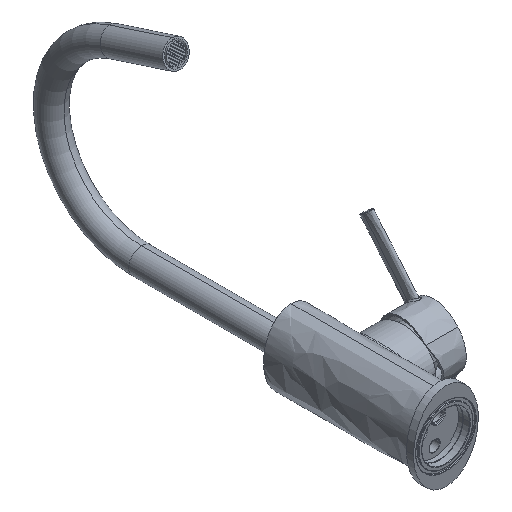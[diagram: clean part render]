
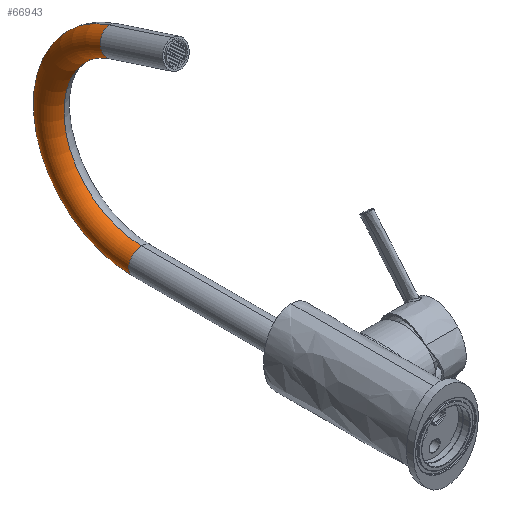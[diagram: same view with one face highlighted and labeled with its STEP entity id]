
A CAD part, isometric view. The second image highlights one B-rep face of the part: STEP entity #66943.
In plain terms, the highlighted toroidal (fillet/blend) face has major radius 64 mm and minor radius 9 mm.
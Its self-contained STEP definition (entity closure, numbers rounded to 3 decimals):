
#47149=CARTESIAN_POINT('',(0.,233.877,124.868));
#47150=DIRECTION('',(0.,-0.951,0.309));
#47151=DIRECTION('',(0.,0.309,0.951));
#47152=AXIS2_PLACEMENT_3D('',#47149,#47150,#47151);
#47177=CARTESIAN_POINT('',(0.,214.1,64.));
#47178=DIRECTION('',(1.,0.,0.));
#47179=DIRECTION('',(0.,0.,-1.));
#47180=AXIS2_PLACEMENT_3D('',#47177,#47178,#47179);
#56918=CARTESIAN_POINT('',(0.,214.1,0.));
#56919=DIRECTION('',(0.,1.,0.));
#56920=DIRECTION('',(0.,0.,-1.));
#56921=AXIS2_PLACEMENT_3D('',#56918,#56919,#56920);
#56923=CARTESIAN_POINT('',(0.,214.1,64.));
#56924=DIRECTION('',(1.,0.,0.));
#56925=DIRECTION('',(0.,0.,-1.));
#56926=AXIS2_PLACEMENT_3D('',#56923,#56924,#56925);
#57072=CARTESIAN_POINT('',(0.,214.1,9.));
#57073=CARTESIAN_POINT('',(0.,214.1,-9.));
#57074=VERTEX_POINT('',#57072);
#57075=VERTEX_POINT('',#57073);
#57080=CARTESIAN_POINT('',(0.,231.096,116.308));
#57081=CARTESIAN_POINT('',(0.,236.658,
133.427));
#57082=VERTEX_POINT('',#57080);
#57083=VERTEX_POINT('',#57081);
#66932=CARTESIAN_POINT('',(0.,214.1,64.));
#66933=DIRECTION('',(1.,0.,0.));
#66934=DIRECTION('',(0.,0.,1.));
#66935=AXIS2_PLACEMENT_3D('',#66932,#66933,#66934);
#66936=TOROIDAL_SURFACE('',#66935,64.,9.);
#66937=ORIENTED_EDGE('',*,*,#66914,.F.);
#66938=ORIENTED_EDGE('',*,*,#58380,.T.);
#66939=ORIENTED_EDGE('',*,*,#58328,.T.);
#66940=ORIENTED_EDGE('',*,*,#58377,.F.);
#66941=EDGE_LOOP('',(#66937,#66938,#66939,#66940));
#66942=FACE_OUTER_BOUND('',#66941,.F.);
#66943=ADVANCED_FACE('',(#66942),#66936,.T.);
#47153=CIRCLE('',#47152,9.);
#47181=CIRCLE('',#47180,55.);
#56922=CIRCLE('',#56921,9.);
#56927=CIRCLE('',#56926,73.);
#58328=EDGE_CURVE('',#57083,#57082,#47153,.T.);
#58377=EDGE_CURVE('',#57074,#57082,#47181,.T.);
#58380=EDGE_CURVE('',#57075,#57083,#56927,.T.);
#66914=EDGE_CURVE('',#57075,#57074,#56922,.T.);
